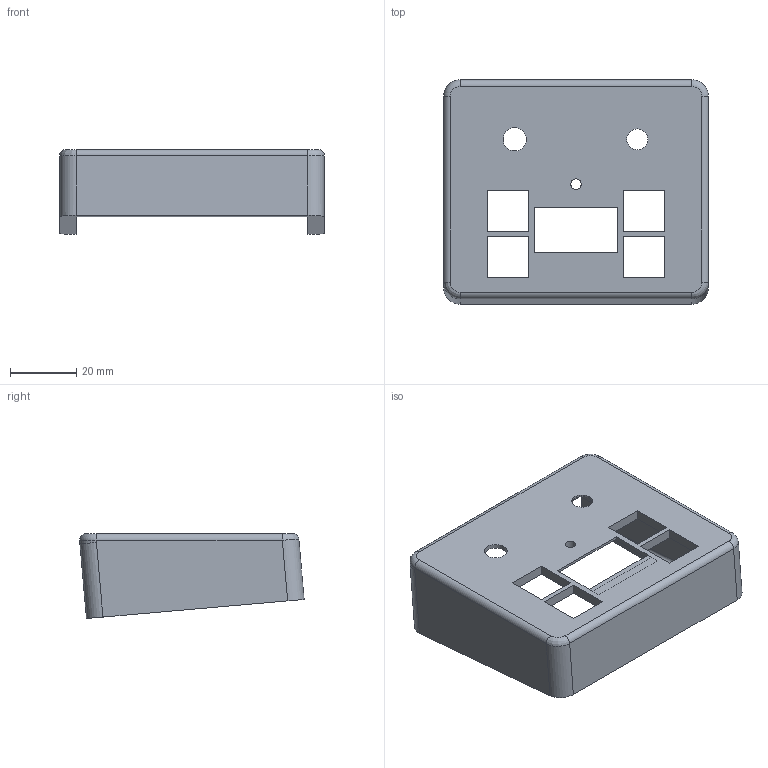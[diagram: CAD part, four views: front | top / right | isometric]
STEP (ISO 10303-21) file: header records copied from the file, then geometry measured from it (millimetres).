
FILE_DESCRIPTION(/* description */ ('Alibre Inc.'),/* implementation_level */ '2;1');
FILE_NAME(/* name */ 'export-6C4040C2-AA67-4CBD-83FC-20F2F91DAE10',/* time_stamp */ '2025-01-26T13:10:34+01:00',/* author */ (''),/* organization */ (''),/* preprocessor_version */ 'ST-DEVELOPER v17',/* originating_system */ 'Alibre',/* authorisation */ '');
FILE_SCHEMA (('AUTOMOTIVE_DESIGN'));
Length unit declared in the file: millimetre
Bounding box: 80 x 67.74 x 25.68 mm (x, y, z)
Volume: 30724.7 mm3; surface area: 18734.5 mm2
Topology: 1 solids, 1 shells, 101 faces, 266 edges, 174 vertices
Faces by surface type: plane 77, cylinder 20, bspline 2, torus 2
Full cylindrical faces by diameter (mm): 3.2 x1, 4.6 x4, 6.3 x1, 7 x1
Entity records: 3080 total; most frequent: CARTESIAN_POINT 695, ORIENTED_EDGE 506, DIRECTION 397, EDGE_CURVE 253, VECTOR 202, LINE 202, VERTEX_POINT 168, AXIS2_PLACEMENT_3D 134
